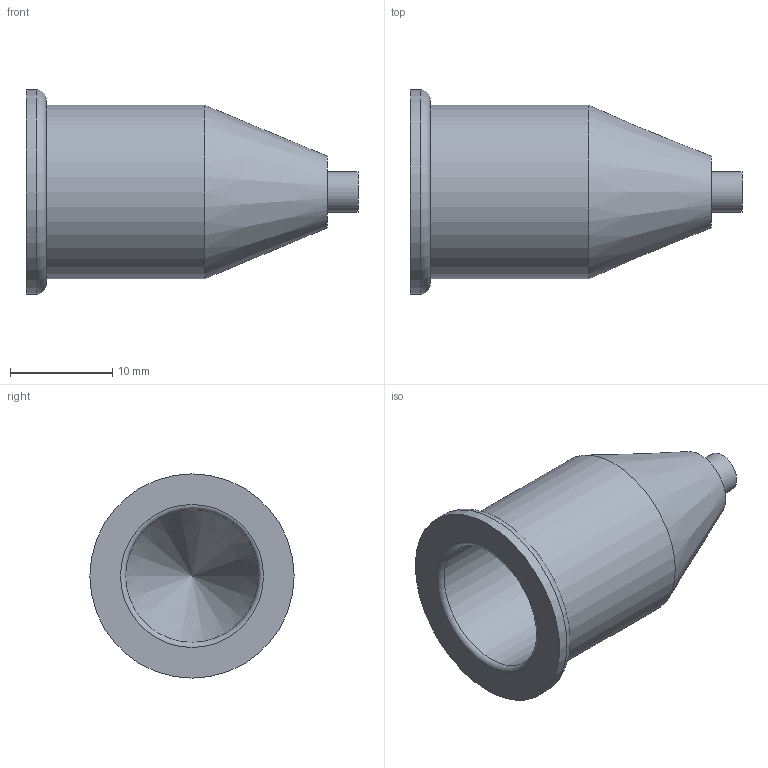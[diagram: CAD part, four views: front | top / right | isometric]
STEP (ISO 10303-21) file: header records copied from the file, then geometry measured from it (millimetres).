
FILE_DESCRIPTION( ( 'STEP AP203' ), '1' );
FILE_NAME( 'FLEXA AK 5030.014.209.stp', '2020-03-27T08:20:10', ( 'License CC BY-ND 4.0' ), ( 'CADENAS' ), ' ', 'PARTsolutions', ' ' );
FILE_SCHEMA( ( 'CONFIG_CONTROL_DESIGN' ) );
Length unit declared in the file: millimetre
Products named in the file (1): _FLEXA AK 5030.014.209
Bounding box: 32.5 x 20 x 20 mm (x, y, z)
Volume: 2750.8 mm3; surface area: 2745.7 mm2
Topology: 1 solids, 1 shells, 12 faces, 23 edges, 15 vertices
Faces by surface type: plane 4, cylinder 4, cone 2, torus 2
Full cylindrical faces by diameter (mm): 4 x1, 13 x1, 17 x1, 20 x1
Entity records: 282 total; most frequent: DIRECTION 48, CARTESIAN_POINT 36, AXIS2_PLACEMENT_3D 24, EDGE_LOOP 22, ORIENTED_EDGE 22, FACE_OUTER_BOUND 18, ADVANCED_FACE 12, VERTEX_POINT 12
